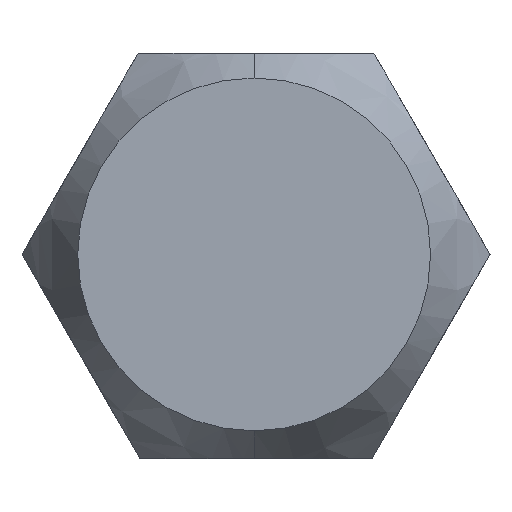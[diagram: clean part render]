
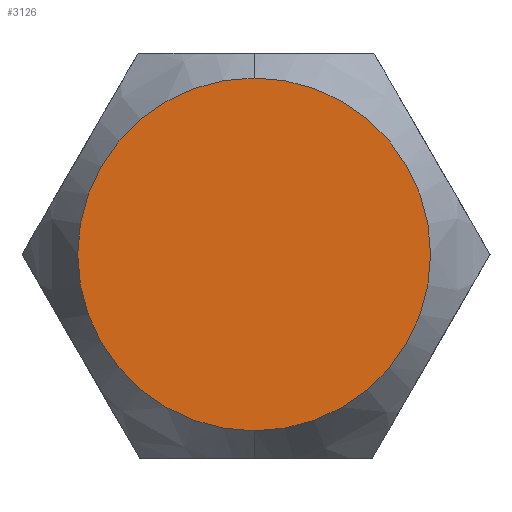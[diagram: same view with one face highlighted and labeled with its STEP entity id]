
A CAD part, front view. The second image highlights one B-rep face of the part: STEP entity #3126.
In plain terms, the highlighted planar face has unit normal (0, -1, 0).
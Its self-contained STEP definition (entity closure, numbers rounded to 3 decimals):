
#317 = EDGE_LOOP ( 'NONE', ( #3899, #947 ) ) ;
#482 = CARTESIAN_POINT ( 'NONE',  ( 0., 0., -2.742 ) ) ;
#720 = EDGE_CURVE ( 'NONE', #1429, #1136, #2925, .T. ) ;
#813 = DIRECTION ( 'NONE',  ( 0., -1., 0. ) ) ;
#828 = AXIS2_PLACEMENT_3D ( 'NONE', #2575, #1960, #3517 ) ;
#836 = CIRCLE ( 'NONE', #3191, 2.742 ) ;
#945 = DIRECTION ( 'NONE',  ( 0., 1., 0. ) ) ;
#947 = ORIENTED_EDGE ( 'NONE', *, *, #2802, .F. ) ;
#1136 = VERTEX_POINT ( 'NONE', #482 ) ;
#1429 = VERTEX_POINT ( 'NONE', #2749 ) ;
#1503 = CARTESIAN_POINT ( 'NONE',  ( 0., 0., 0. ) ) ;
#1960 = DIRECTION ( 'NONE',  ( 0., 1., 0. ) ) ;
#2310 = PLANE ( 'NONE',  #2751 ) ;
#2338 = CARTESIAN_POINT ( 'NONE',  ( 0.029, 0., 6.3 ) ) ;
#2575 = CARTESIAN_POINT ( 'NONE',  ( 0., 0., 0. ) ) ;
#2749 = CARTESIAN_POINT ( 'NONE',  ( 0., 0., 2.742 ) ) ;
#2751 = AXIS2_PLACEMENT_3D ( 'NONE', #2338, #813, #3227 ) ;
#2802 = EDGE_CURVE ( 'NONE', #1136, #1429, #836, .T. ) ;
#2925 = CIRCLE ( 'NONE', #828, 2.742 ) ;
#3126 = ADVANCED_FACE ( 'NONE', ( #3661 ), #2310, .T. ) ;
#3191 = AXIS2_PLACEMENT_3D ( 'NONE', #1503, #945, #3360 ) ;
#3227 = DIRECTION ( 'NONE',  ( 1., 0., 0. ) ) ;
#3360 = DIRECTION ( 'NONE',  ( 0., 0., 1. ) ) ;
#3517 = DIRECTION ( 'NONE',  ( 0., 0., 1. ) ) ;
#3661 = FACE_OUTER_BOUND ( 'NONE', #317, .T. ) ;
#3899 = ORIENTED_EDGE ( 'NONE', *, *, #720, .F. ) ;
